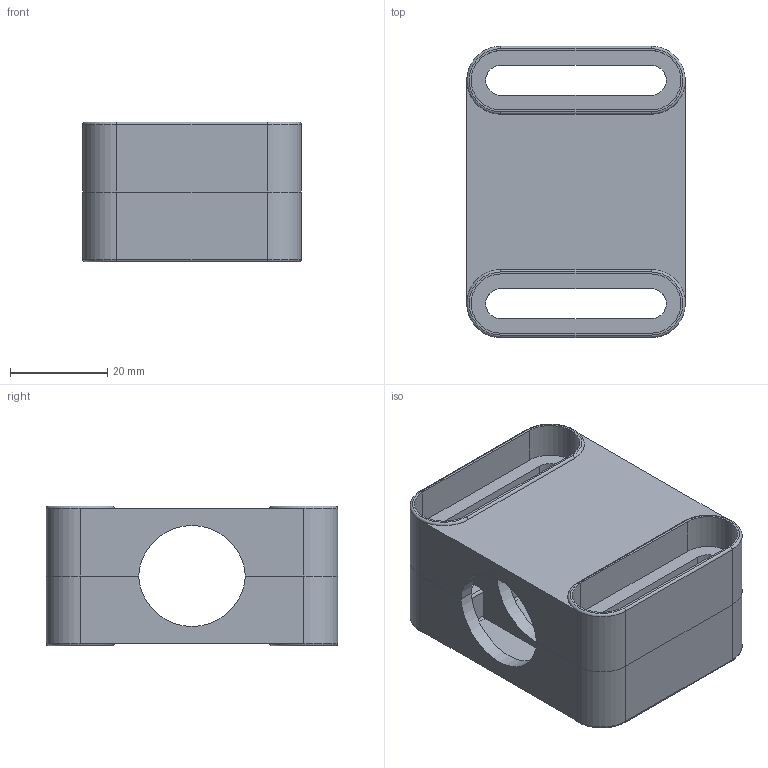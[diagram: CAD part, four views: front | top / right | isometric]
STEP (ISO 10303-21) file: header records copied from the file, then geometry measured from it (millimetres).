
FILE_DESCRIPTION((''),'2;1');
FILE_NAME('DM_CAD-3201_ASM','2017-10-20T',('creinig-se'),(''),'PRO/ENGINEER BY PARAMETRIC TECHNOLOGY CORPORATION, 2015440','PRO/ENGINEER BY PARAMETRIC TECHNOLOGY CORPORATION, 2015440','');
FILE_SCHEMA(('CONFIG_CONTROL_DESIGN'));
Length unit declared in the file: millimetre
Products named in the file (2): DM_CAD-3201; DM_CAD-3201_ASM
Assembly tree (2 placements, depth 2):
  DM_CAD-3201_ASM
    DM_CAD-3201  x2
Bounding box: 45 x 60 x 28.8 mm (x, y, z)
Volume: 25648.7 mm3; surface area: 24272.5 mm2
Topology: 2 solids, 2 shells, 276 faces, 828 edges, 622 vertices
Faces by surface type: plane 114, cylinder 114, torus 24, bspline 16, sphere 8
Entity records: 5256 total; most frequent: CARTESIAN_POINT 1297, DIRECTION 794, ORIENTED_EDGE 728, EDGE_CURVE 364, AXIS2_PLACEMENT_3D 271, VECTOR 252, LINE 252, VERTEX_POINT 234
